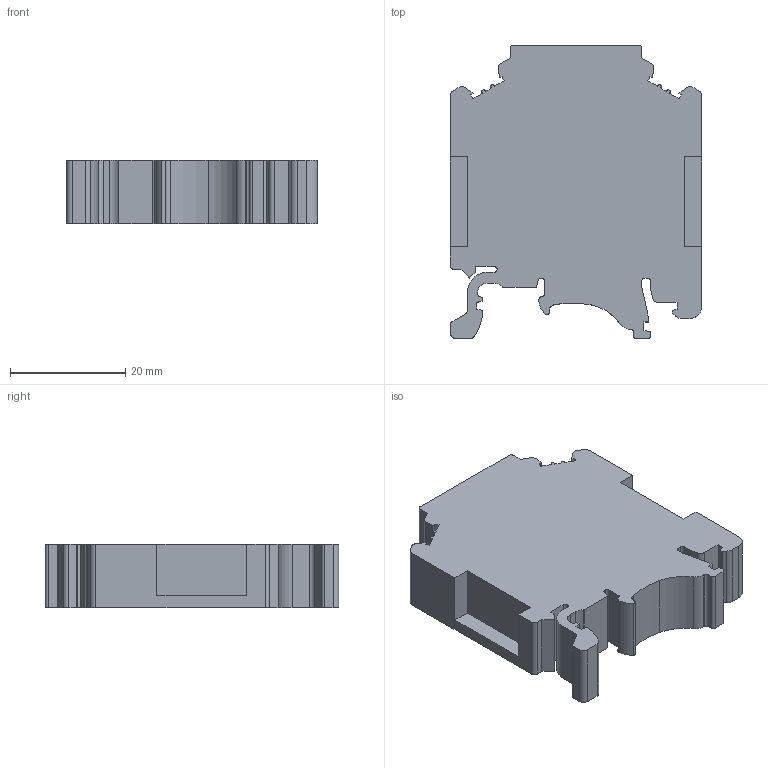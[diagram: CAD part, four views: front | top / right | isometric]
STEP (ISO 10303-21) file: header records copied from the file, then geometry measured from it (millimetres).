
FILE_DESCRIPTION(('OneSpaceDesigner STEP Export'),'2;1');
FILE_NAME('0790433_otta6_select.stp','2004-11-16T 6:38:23',(''),(''),'OneSpace Designer STEP processor (Jan. 2003) for AP203(Solid Model)','OneSpace Designer 12.01C 26-Mar-2004 (C) CoCreate Software GmbH','');
FILE_SCHEMA(('CONFIG_CONTROL_DESIGN'));
Length unit declared in the file: millimetre
Products named in the file (2): 0790433_otta6_select
Assembly tree (1 placements, depth 2):
  0790433_otta6_select
    0790433_otta6_select
Bounding box: 43.5 x 50.85 x 11 mm (x, y, z)
Volume: 18860.9 mm3; surface area: 6554.7 mm2
Topology: 1 solids, 1 shells, 150 faces, 438 edges, 292 vertices
Faces by surface type: plane 88, cylinder 62
Entity records: 4998 total; most frequent: ORIENTED_EDGE 876, CARTESIAN_POINT 838, DIRECTION 780, EDGE_CURVE 438, VECTOR 312, LINE 312, VERTEX_POINT 292, AXIS2_PLACEMENT_3D 234
